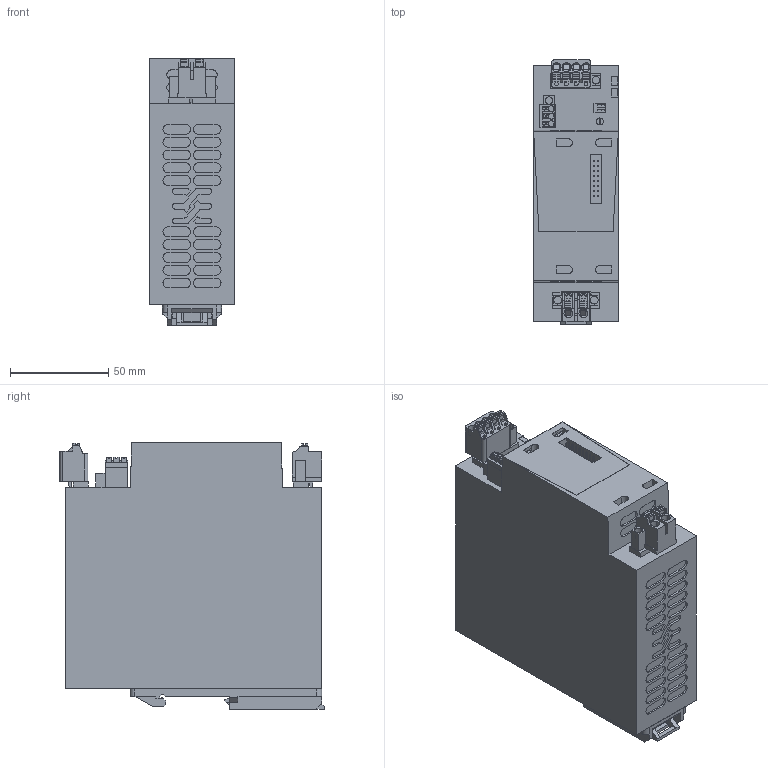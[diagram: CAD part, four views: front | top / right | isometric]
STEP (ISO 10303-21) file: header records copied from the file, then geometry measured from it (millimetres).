
FILE_DESCRIPTION(('CATIA V5 STEP Exchange','CAx-IF Rec.Pracs.--- Model Styling and Organization---1.4--- 2014-01-23'),'2;1');
FILE_NAME ('D1443930_2', '2020-12-10T13:03:28+00:00', ('none'), ('Weidmueller'), 'CATIA Version 5-6 Release 2016 SP3 HF44', 'CATIA V5 STEP AP214', 'none');
FILE_SCHEMA(('AUTOMOTIVE_DESIGN { 1 0 10303 214 1 1 1 1 }'));
Products named in the file (1): S3D_PRO_TOPDC_24V-24V_10A
Bounding box: 43 x 134.1 x 135.4 mm (x, y, z)
Volume: 667740.8 mm3; surface area: 81887.9 mm2
Topology: 47 solids, 47 shells, 1628 faces, 4540 edges, 3129 vertices
Faces by surface type: plane 1260, cylinder 282, extrusion 68, torus 12, cone 6
Entity records: 52966 total; most frequent: CARTESIAN_POINT 11606, ORIENTED_EDGE 9080, DIRECTION 6469, EDGE_CURVE 4540, VECTOR 3381, LINE 3313, VERTEX_POINT 3129, AXIS2_PLACEMENT_3D 1852
